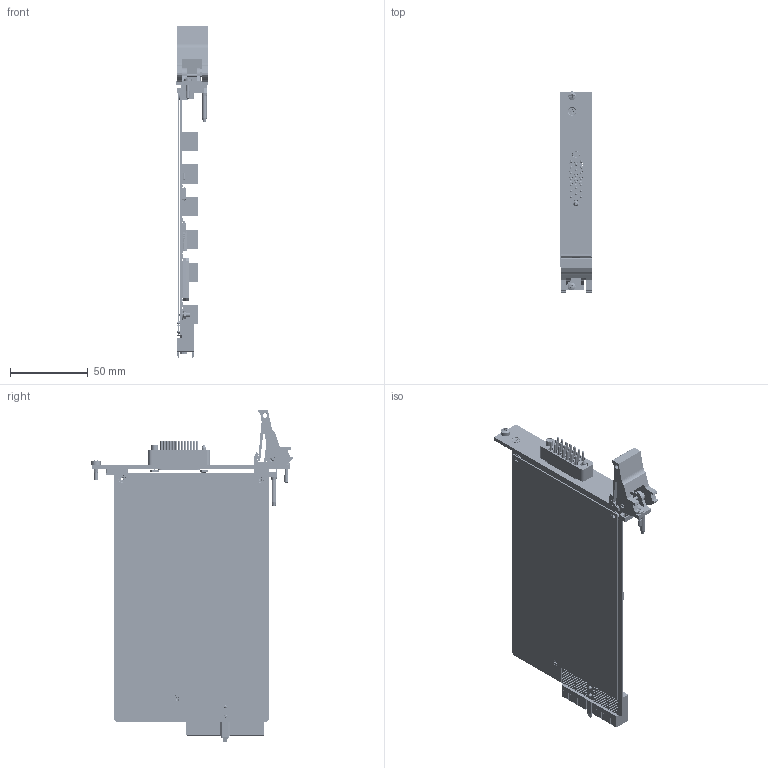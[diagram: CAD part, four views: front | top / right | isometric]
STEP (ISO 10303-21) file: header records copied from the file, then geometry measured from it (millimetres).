
FILE_DESCRIPTION (( 'STEP AP214' ), '1' );
FILE_NAME ('40-160-001 PXI 10xSPST 10A PWR Card.STEP', '2013-09-04T10:31:42', ( 'admin' ), ( '' ), 'SwSTEP 2.0', 'SolidWorks 2012', '' );
FILE_SCHEMA (( 'AUTOMOTIVE_DESIGN' ));
Length unit declared in the file: millimetre
Products named in the file (1): 40-160-001 PXI 10xSPST 10A PWR Card
Bounding box: 20 x 129.67 x 213.93 mm (x, y, z)
Surface area: 100043.2 mm2 (no closed solid volume)
Topology: 0 solids, 522 shells, 3575 faces, 15787 edges, 12176 vertices
Faces by surface type: plane 2688, cylinder 758, cone 56, torus 47, bspline 23, sphere 3
Full cylindrical faces by diameter (mm): 0.406 x86, 0.6 x110, 0.7 x36, 0.9 x33, 1 x32, 1.496 x2, 1.5 x20, 1.55 x20, 2 x6, 2.05 x1, 2.497 x1, 2.5 x4, 2.6 x2, 2.7 x1, 2.8 x1, 2.951 x1, 3 x3, 3.15 x5, 3.2 x21, 3.75 x1, 4.7 x4, 4.75 x1, 5 x5, 5.3 x1, 6 x1, 6.1 x1, 6.8 x3
Entity records: 203350 total; most frequent: CARTESIAN_POINT 38159, DIRECTION 25476, ORIENTED_EDGE 20395, EDGE_CURVE 15138, VERTEX_POINT 12029, VECTOR 11052, LINE 11052, AXIS2_PLACEMENT_3D 7212
